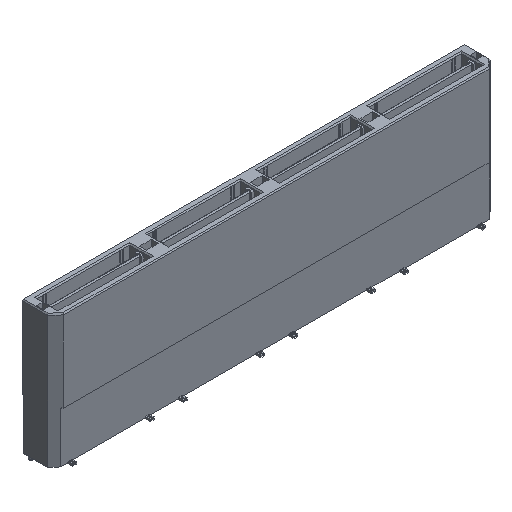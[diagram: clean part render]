
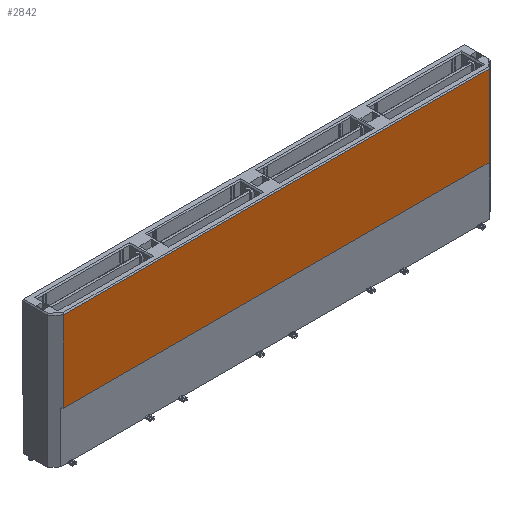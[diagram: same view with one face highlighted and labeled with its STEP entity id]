
A CAD part, isometric view. The second image highlights one B-rep face of the part: STEP entity #2842.
In plain terms, the highlighted planar face has unit normal (0, -1, 0).
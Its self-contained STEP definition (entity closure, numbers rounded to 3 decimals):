
#2582=CARTESIAN_POINT('',(38.449,-2.982,9.377));
#2583=VERTEX_POINT('',#2582);
#2592=CARTESIAN_POINT('',(-38.454,-2.982,9.377));
#2593=VERTEX_POINT('',#2592);
#2594=CARTESIAN_POINT('',(-38.454,-2.982,9.377));
#2595=DIRECTION('',(1.0,0.0,0.0));
#2596=VECTOR('',#2595,76.904);
#2597=LINE('',#2594,#2596);
#2598=EDGE_CURVE('',#2593,#2583,#2597,.T.);
#2681=CARTESIAN_POINT('',(38.449,-2.982,23.986));
#2682=VERTEX_POINT('',#2681);
#2689=CARTESIAN_POINT('',(38.449,-2.982,9.377));
#2690=DIRECTION('',(0.0,0.0,1.0));
#2691=VECTOR('',#2690,14.609);
#2692=LINE('',#2689,#2691);
#2693=EDGE_CURVE('',#2583,#2682,#2692,.T.);
#2712=CARTESIAN_POINT('',(-38.454,-2.982,23.986));
#2713=VERTEX_POINT('',#2712);
#2816=CARTESIAN_POINT('',(-38.454,-2.982,23.986));
#2817=DIRECTION('',(1.0,0.0,0.0));
#2818=VECTOR('',#2817,76.904);
#2819=LINE('',#2816,#2818);
#2820=EDGE_CURVE('',#2713,#2682,#2819,.T.);
#2826=CARTESIAN_POINT('',(38.449,-2.982,20.179));
#2827=DIRECTION('',(0.0,-1.0,0.0));
#2828=DIRECTION('',(0.0,0.0,1.0));
#2829=AXIS2_PLACEMENT_3D('',#2826,#2827,#2828);
#2830=PLANE('',#2829);
#2831=ORIENTED_EDGE('',*,*,#2598,.T.);
#2832=ORIENTED_EDGE('',*,*,#2693,.T.);
#2833=ORIENTED_EDGE('',*,*,#2820,.F.);
#2834=CARTESIAN_POINT('',(-38.454,-2.982,9.377));
#2835=DIRECTION('',(0.0,0.0,1.0));
#2836=VECTOR('',#2835,14.609);
#2837=LINE('',#2834,#2836);
#2838=EDGE_CURVE('',#2593,#2713,#2837,.T.);
#2839=ORIENTED_EDGE('',*,*,#2838,.F.);
#2840=EDGE_LOOP('',(#2831,#2832,#2833,#2839));
#2841=FACE_OUTER_BOUND('',#2840,.T.);
#2842=ADVANCED_FACE('',(#2841),#2830,.T.);
